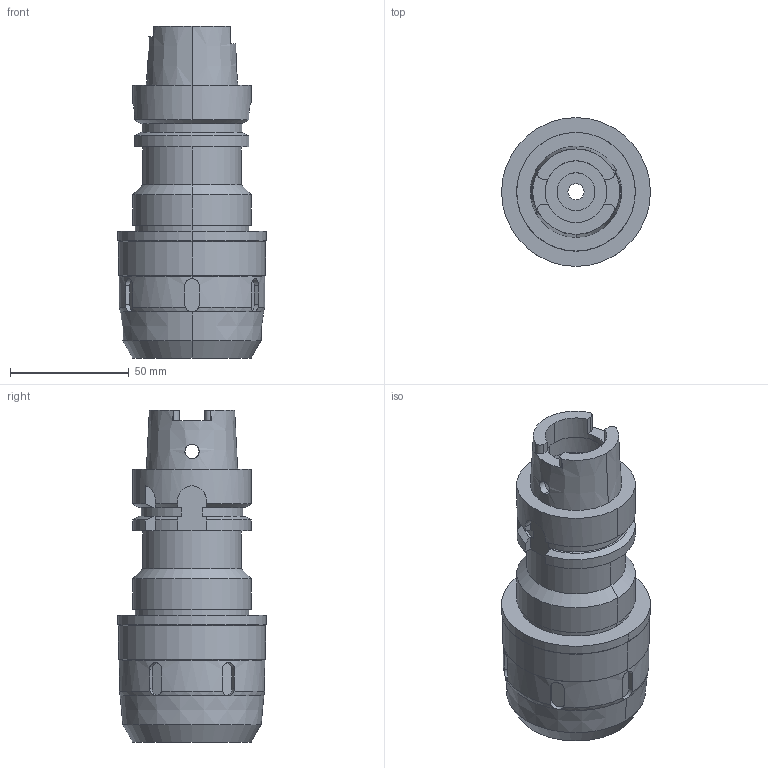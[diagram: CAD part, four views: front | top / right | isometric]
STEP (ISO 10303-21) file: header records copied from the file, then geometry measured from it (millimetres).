
FILE_DESCRIPTION((''),'2;1');
FILE_NAME('HSK-A50-HMC32S-115','2018-03-02T',('ykawabe'),(''),'CREO PARAMETRIC BY PTC INC, 2016380','CREO PARAMETRIC BY PTC INC, 2016380','');
FILE_SCHEMA(('AUTOMOTIVE_DESIGN { 1 0 10303 214 1 1 1 1 }'));
Length unit declared in the file: millimetre
Products named in the file (1): HSK-A50-HMC32S-115
Bounding box: 62.8 x 62.8 x 140 mm (x, y, z)
Volume: 202278.6 mm3; surface area: 40907.9 mm2
Topology: 1 solids, 1 shells, 141 faces, 406 edges, 272 vertices
Faces by surface type: cylinder 59, plane 58, cone 22, torus 2
Entity records: 6365 total; most frequent: CARTESIAN_POINT 1259, ORIENTED_EDGE 812, DIRECTION 786, PRESENTATION_STYLE_ASSIGNMENT 411, STYLED_ITEM 411, CURVE_STYLE 410, EDGE_CURVE 406, AXIS2_PLACEMENT_3D 299
